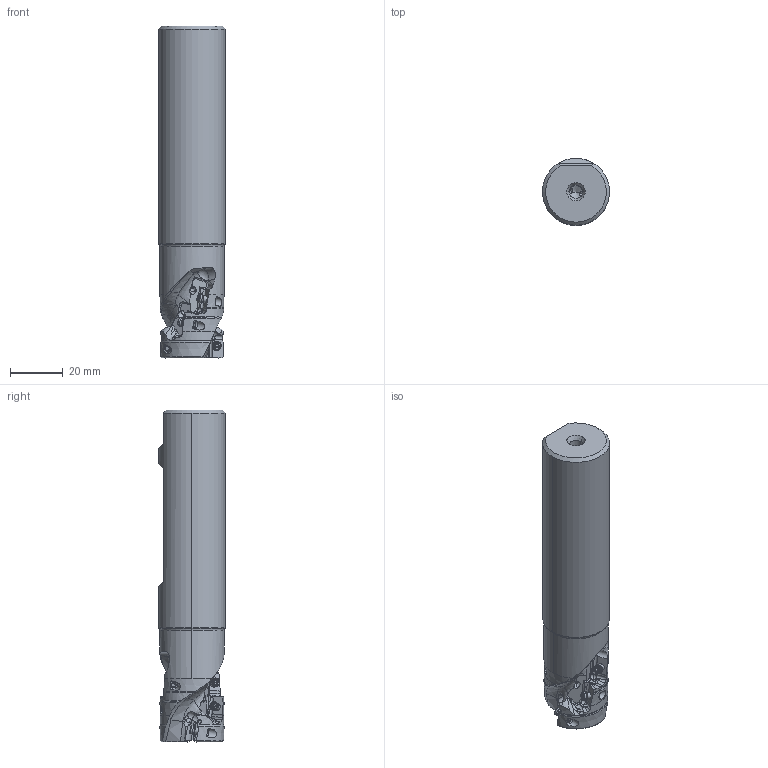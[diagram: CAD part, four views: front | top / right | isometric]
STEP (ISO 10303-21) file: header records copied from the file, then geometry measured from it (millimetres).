
FILE_DESCRIPTION(/* description */ (''),/* implementation_level */ '2;1');
FILE_NAME(/* name */ 'APX3KUR162FA16S11A06.stp',/* time_stamp */ '2021-09-08T11:44:51+09:00',/* author */ (''),/* organization */ (''),/* preprocessor_version */ 'ST-DEVELOPER v16',/* originating_system */ 'SIEMENS PLM Software NX 10.0',/* authorisation */ '');
FILE_SCHEMA (('AUTOMOTIVE_DESIGN { 1 0 10303 214 3 1 1 1 }'));
Length unit declared in the file: millimetre
Products named in the file (1): APX3KUR162FA16S11A06_ASM_ASM
Bounding box: 25.4 x 25.4 x 125.9 mm (x, y, z)
Volume: 53561.4 mm3; surface area: 13765.2 mm2
Topology: 7 solids, 7 shells, 651 faces, 1889 edges, 1266 vertices
Faces by surface type: cylinder 288, plane 168, cone 69, torus 50, sphere 42, bspline 34
Entity records: 30107 total; most frequent: CARTESIAN_POINT 13497, ORIENTED_EDGE 3718, DIRECTION 3109, EDGE_CURVE 1859, AXIS2_PLACEMENT_3D 1300, VERTEX_POINT 1235, B_SPLINE_CURVE_WITH_KNOTS 700, EDGE_LOOP 688
